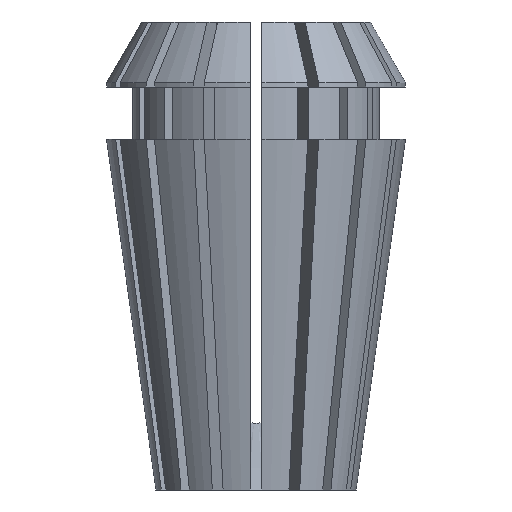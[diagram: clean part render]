
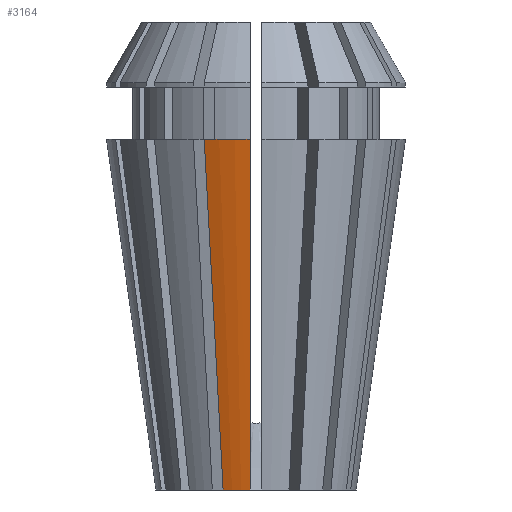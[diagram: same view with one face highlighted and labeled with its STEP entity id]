
A CAD part, front view. The second image highlights one B-rep face of the part: STEP entity #3164.
In plain terms, the highlighted conical face has half-angle 8 degrees and reference radius 3.856 mm.
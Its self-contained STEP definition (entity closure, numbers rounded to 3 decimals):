
#161 = CARTESIAN_POINT ( 'NONE',  ( -0.225, -3.849, 0. ) ) ;
#261 = ORIENTED_EDGE ( 'NONE', *, *, #2702, .T. ) ;
#331 = CARTESIAN_POINT ( 'NONE',  ( -0.225, -4.302, 3.219 ) ) ;
#545 = CARTESIAN_POINT ( 'NONE',  ( -1.265, -3.642, 0. ) ) ;
#1423 = B_SPLINE_CURVE_WITH_KNOTS ( 'NONE', 3,
 ( #2188, #2638, #3969, #3087, #4367, #331, #5779, #1703, #1760, #4825 ),
 .UNSPECIFIED., .F., .F.,
 ( 4, 3, 3, 4 ),
 ( 0.023, 0.029, 0.036, 0.037 ),
 .UNSPECIFIED. ) ;
#1703 = CARTESIAN_POINT ( 'NONE',  ( -0.225, -3.935, 0.607 ) ) ;
#1760 = CARTESIAN_POINT ( 'NONE',  ( -0.225, -3.892, 0.303 ) ) ;
#1779 = EDGE_CURVE ( 'NONE', #4679, #5308, #1423, .T. ) ;
#1872 = CARTESIAN_POINT ( 'NONE',  ( -0.225, -5.749, 13.5 ) ) ;
#1914 = ORIENTED_EDGE ( 'NONE', *, *, #5593, .F. ) ;
#2165 = VERTEX_POINT ( 'NONE', #545 ) ;
#2188 = CARTESIAN_POINT ( 'NONE',  ( -0.225, -5.749, 13.5 ) ) ;
#2305 = FACE_OUTER_BOUND ( 'NONE', #4657, .T. ) ;
#2332 = CARTESIAN_POINT ( 'NONE',  ( -1.391, -3.946, 2.332 ) ) ;
#2564 = CARTESIAN_POINT ( 'NONE',  ( 0., 0., 13.5 ) ) ;
#2638 = CARTESIAN_POINT ( 'NONE',  ( -0.225, -5.483, 11.612 ) ) ;
#2702 = EDGE_CURVE ( 'NONE', #4679, #5022, #3993, .T. ) ;
#2759 = CARTESIAN_POINT ( 'NONE',  ( -1.265, -3.642, 0. ) ) ;
#3087 = CARTESIAN_POINT ( 'NONE',  ( -0.225, -4.952, 7.836 ) ) ;
#3097 = DIRECTION ( 'NONE',  ( -1., 0., 0. ) ) ;
#3164 = ADVANCED_FACE ( 'NONE', ( #2305 ), #5752, .T. ) ;
#3191 = CARTESIAN_POINT ( 'NONE',  ( -1.454, -4.097, 3.498 ) ) ;
#3321 = CIRCLE ( 'NONE', #5739, 3.856 ) ;
#3643 = CARTESIAN_POINT ( 'NONE',  ( -1.992, -5.397, 13.5 ) ) ;
#3807 = DIRECTION ( 'NONE',  ( 0., 0., 1. ) ) ;
#3872 = ORIENTED_EDGE ( 'NONE', *, *, #1779, .F. ) ;
#3957 = CARTESIAN_POINT ( 'NONE',  ( 0., 0., 0. ) ) ;
#3969 = CARTESIAN_POINT ( 'NONE',  ( -0.225, -5.217, 9.724 ) ) ;
#3993 = CIRCLE ( 'NONE', #4292, 5.753 ) ;
#4292 = AXIS2_PLACEMENT_3D ( 'NONE', #2564, #4780, #5176 ) ;
#4367 = CARTESIAN_POINT ( 'NONE',  ( -0.225, -4.627, 5.527 ) ) ;
#4539 = CARTESIAN_POINT ( 'NONE',  ( -1.813, -4.964, 10.166 ) ) ;
#4657 = EDGE_LOOP ( 'NONE', ( #261, #4751, #1914, #3872 ) ) ;
#4679 = VERTEX_POINT ( 'NONE', #1872 ) ;
#4751 = ORIENTED_EDGE ( 'NONE', *, *, #5185, .T. ) ;
#4780 = DIRECTION ( 'NONE',  ( 0., 0., -1. ) ) ;
#4796 = B_SPLINE_CURVE_WITH_KNOTS ( 'NONE', 3,
 ( #3643, #4539, #4985, #3191, #2332, #5492, #2759 ),
 .UNSPECIFIED., .F., .F.,
 ( 4, 3, 4 ),
 ( 0., 0.01, 0.014 ),
 .UNSPECIFIED. ) ;
#4825 = CARTESIAN_POINT ( 'NONE',  ( -0.225, -3.849, 0. ) ) ;
#4985 = CARTESIAN_POINT ( 'NONE',  ( -1.633, -4.531, 6.832 ) ) ;
#5022 = VERTEX_POINT ( 'NONE', #5264 ) ;
#5176 = DIRECTION ( 'NONE',  ( -1., 0., 0. ) ) ;
#5179 = DIRECTION ( 'NONE',  ( 1., 0., 0. ) ) ;
#5185 = EDGE_CURVE ( 'NONE', #5022, #2165, #4796, .T. ) ;
#5264 = CARTESIAN_POINT ( 'NONE',  ( -1.992, -5.397, 13.5 ) ) ;
#5292 = CARTESIAN_POINT ( 'NONE',  ( 0., 0., 0. ) ) ;
#5308 = VERTEX_POINT ( 'NONE', #161 ) ;
#5312 = DIRECTION ( 'NONE',  ( 0., 0., -1. ) ) ;
#5492 = CARTESIAN_POINT ( 'NONE',  ( -1.328, -3.794, 1.166 ) ) ;
#5593 = EDGE_CURVE ( 'NONE', #5308, #2165, #3321, .T. ) ;
#5667 = AXIS2_PLACEMENT_3D ( 'NONE', #3957, #3807, #5179 ) ;
#5739 = AXIS2_PLACEMENT_3D ( 'NONE', #5292, #5312, #3097 ) ;
#5752 = CONICAL_SURFACE ( 'NONE', #5667, 3.856, 0.14 ) ;
#5779 = CARTESIAN_POINT ( 'NONE',  ( -0.225, -3.977, 0.91 ) ) ;
